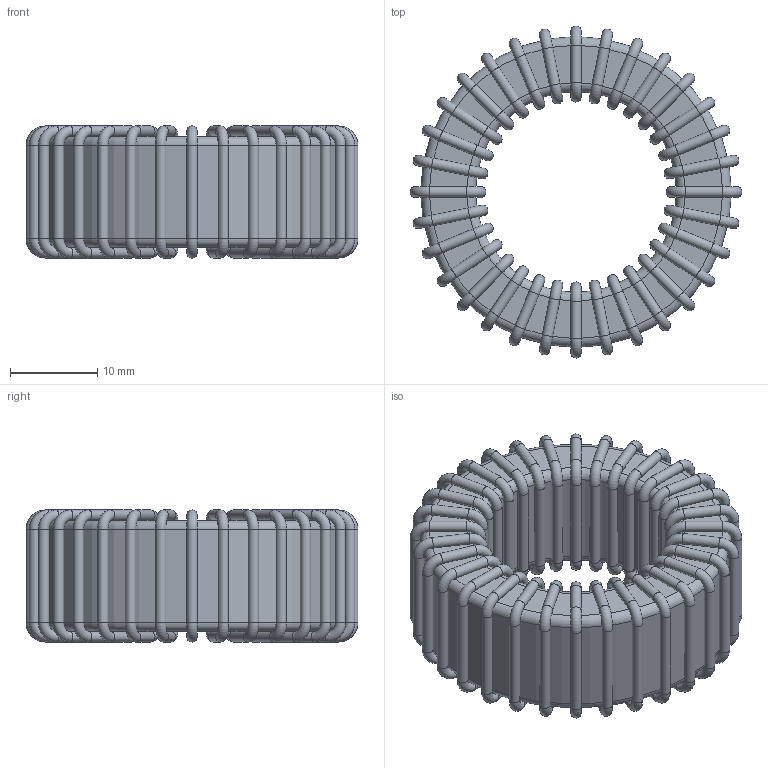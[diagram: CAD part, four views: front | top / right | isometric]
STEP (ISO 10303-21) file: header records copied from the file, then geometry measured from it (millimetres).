
FILE_DESCRIPTION(('FreeCAD Model'),'2;1');
FILE_NAME('Open CASCADE Shape Model','2023-03-24T17:43:42',('Author'),( ''),'Open CASCADE STEP processor 7.6','FreeCAD','Unknown');
FILE_SCHEMA(('AUTOMOTIVE_DESIGN { 1 0 10303 214 1 1 1 1 }'));
Length unit declared in the file: millimetre
Products named in the file (3): Unnamed1; Fillet; Array
Assembly tree (2 placements, depth 2):
  Unnamed1
    Fillet
    Array
Bounding box: 37.96 x 37.96 x 15.1 mm (x, y, z)
Volume: 8705.6 mm3; surface area: 8160.9 mm2
Topology: 33 solids, 33 shells, 264 faces, 526 edges, 264 vertices
Faces by surface type: torus 132, cylinder 130, plane 2
Full cylindrical faces by diameter (mm): 1.2 x128, 23 x1, 35.56 x1
Entity records: 13524 total; most frequent: CARTESIAN_POINT 2629, DIRECTION 1988, ORIENTED_EDGE 1052, PCURVE 1052, DEFINITIONAL_REPRESENTATION 1052, AXIS2_PLACEMENT_3D 663, LINE 658, VECTOR 658
